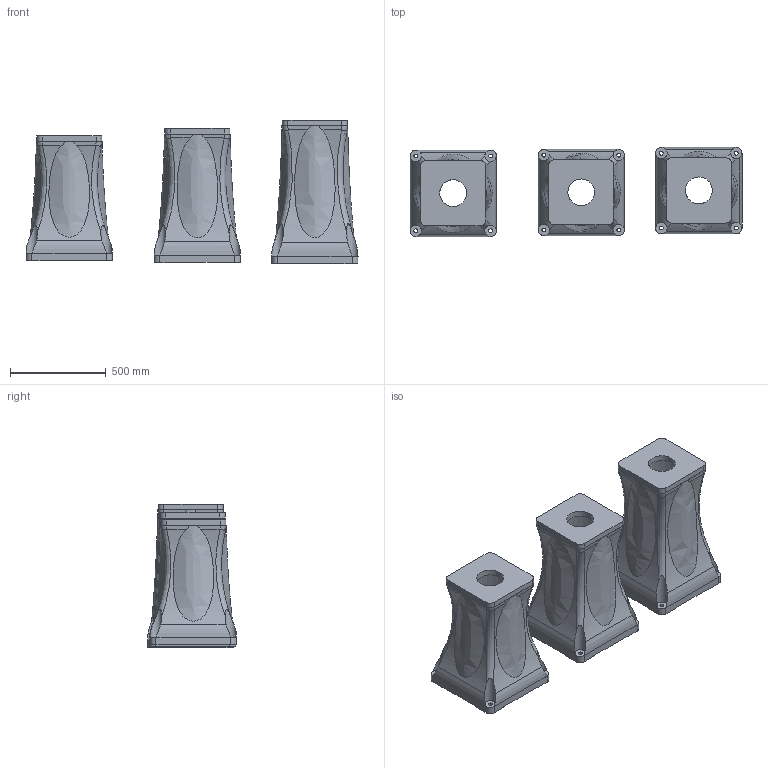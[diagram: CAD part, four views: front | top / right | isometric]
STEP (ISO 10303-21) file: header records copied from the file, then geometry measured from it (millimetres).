
FILE_DESCRIPTION(('STEP AP203'),'1');
FILE_NAME('.stp','2017-08-21T05:07:32',(' '),(' '),'Spatial InterOp 3D',' ',' ');
FILE_SCHEMA(('CONFIG_CONTROL_DESIGN'));
Length unit declared in the file: millimetre
Products named in the file (15): パーツ91; ___________2
Assembly tree (14 placements, depth 3):
  (unnamed)
    パーツ91
    パーツ91
    パーツ91
    パーツ91
    ___________2
      パーツ91
      パーツ91
      パーツ91
      パーツ91
    ___________2
      パーツ91
      パーツ91
      パーツ91
      パーツ91
Bounding box: 1730.05 x 464.28 x 749.84 mm (x, y, z)
Volume: 89396191.4 mm3; surface area: 7549632.9 mm2
Topology: 21 solids, 21 shells, 543 faces, 1378 edges, 822 vertices
Faces by surface type: cylinder 174, plane 135, bspline 102, sphere 52, extrusion 48, torus 28, revolution 4
Full cylindrical faces by diameter (mm): 20 x12, 140 x3, 380 x3
Entity records: 29565 total; most frequent: CARTESIAN_POINT 17295, ORIENTED_EDGE 2556, DIRECTION 2132, EDGE_CURVE 1278, AXIS2_PLACEMENT_3D 812, VERTEX_POINT 810, EDGE_LOOP 618, FACE_OUTER_BOUND 556
